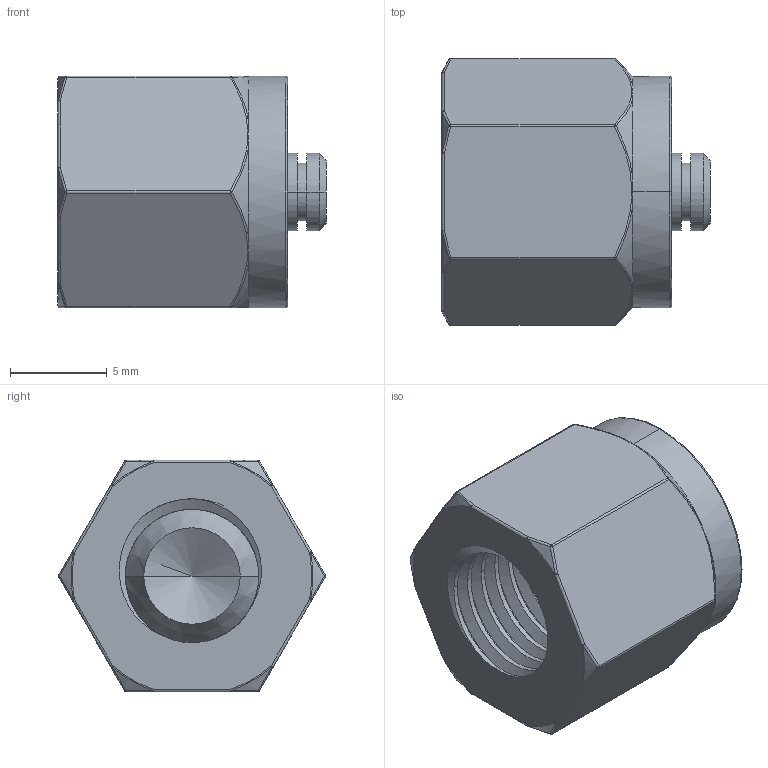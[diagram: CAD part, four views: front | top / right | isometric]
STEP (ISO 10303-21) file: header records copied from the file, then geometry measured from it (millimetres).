
FILE_DESCRIPTION((''),'2;1');
FILE_NAME('001_CPA_MASTER_ASM','2025-06-20T15:14:10',('Administrator'),(''),'CREO PARAMETRIC BY PTC INC, 2020414','CREO PARAMETRIC BY PTC INC, 2020414','');
FILE_SCHEMA(('AUTOMOTIVE_DESIGN { 1 0 10303 214 1 1 1 1 }'));
Length unit declared in the file: millimetre
Products named in the file (3): NUT; DIN2353_TUBE_NUT_CPA; 001_CPA_MASTER_ASM
Assembly tree (2 placements, depth 2):
  001_CPA_MASTER_ASM
    NUT
    DIN2353_TUBE_NUT_CPA
Bounding box: 13.9 x 13.82 x 12 mm (x, y, z)
Volume: 1130.8 mm3; surface area: 1241.6 mm2
Topology: 2 solids, 2 shells, 144 faces, 331 edges, 209 vertices
Faces by surface type: cylinder 44, bspline 33, cone 24, sphere 24, plane 11, torus 8
Entity records: 8372 total; most frequent: CARTESIAN_POINT 5060, ORIENTED_EDGE 628, DIRECTION 588, EDGE_CURVE 314, AXIS2_PLACEMENT_3D 250, VERTEX_POINT 176, EDGE_LOOP 148, FACE_OUTER_BOUND 144
